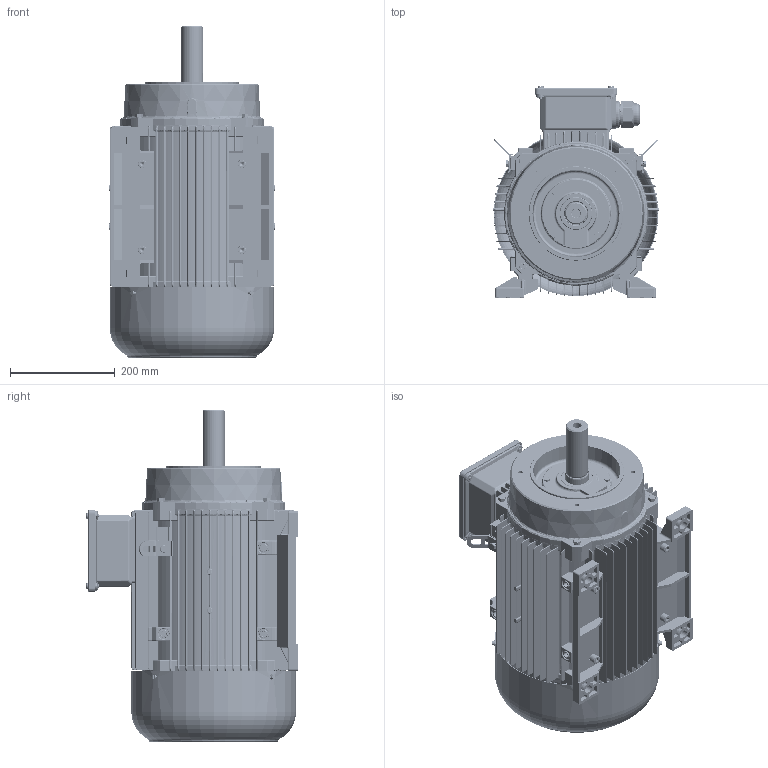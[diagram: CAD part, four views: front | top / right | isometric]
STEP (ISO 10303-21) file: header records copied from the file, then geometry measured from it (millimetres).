
FILE_DESCRIPTION(/* description */ (''),/* implementation_level */ '2;1');
FILE_NAME(/* name */ 'JL3-160L-B34A.stp',/* time_stamp */ '2017-12-05T13:55:27+08:00',/* author */ (''),/* organization */ (''),/* preprocessor_version */ 'ST-DEVELOPER v16',/* originating_system */ 'SIEMENS PLM Software NX 10.0',/* authorisation */ '');
FILE_SCHEMA (('AUTOMOTIVE_DESIGN { 1 0 10303 214 3 1 1 1 }'));
Products named in the file (1): JL3-160L-B34A
Bounding box: 316 x 402.7 x 633 mm (x, y, z)
Volume: 8105336.3 mm3; surface area: 2790100.1 mm2
Topology: 71 solids, 71 shells, 8681 faces, 22444 edges, 14183 vertices
Faces by surface type: plane 3992, cylinder 2185, bspline 1212, torus 764, cone 284, sphere 244
Full cylindrical faces by diameter (mm): 4.48 x5, 5 x7, 5.3 x5, 5.35 x4, 6 x4, 7.188 x8, 8 x11, 8.58 x2, 9.1 x8, 10 x13, 12.1 x2, 14.785 x2, 16 x5, 18 x2, 27.5 x1, 32.5 x3, 37.5 x5, 38.2 x1, 38.75 x6, 40 x7, 41.25 x6, 43.125 x1, 45 x1, 52 x1, 53.125 x1, 62 x1, 65 x1, 66 x1, 100.01 x1, 132 x1
Entity records: 321618 total; most frequent: CARTESIAN_POINT 120877, ORIENTED_EDGE 44084, DIRECTION 37032, EDGE_CURVE 22042, VERTEX_POINT 14043, AXIS2_PLACEMENT_3D 12401, LINE 12230, VECTOR 12230
